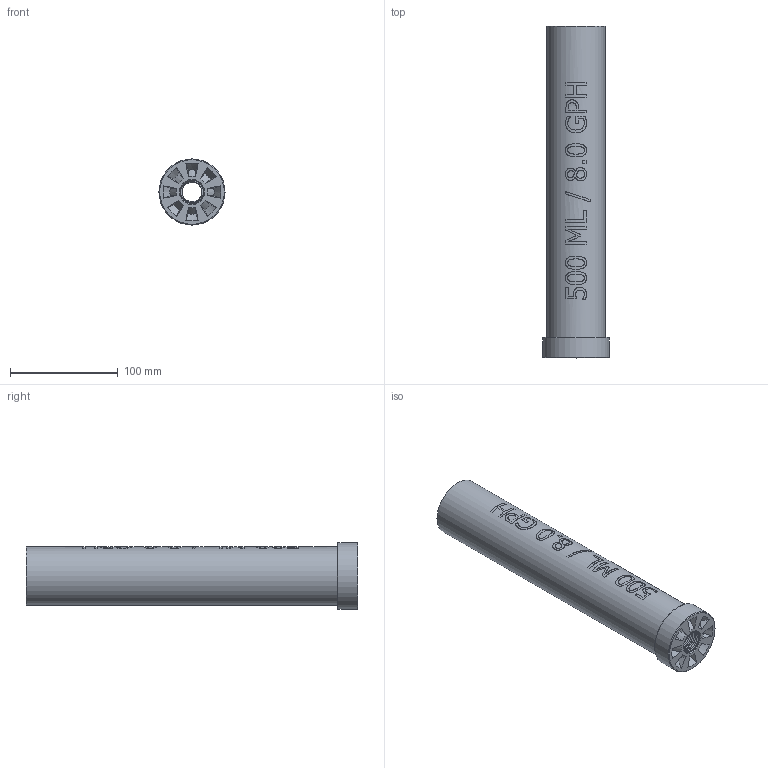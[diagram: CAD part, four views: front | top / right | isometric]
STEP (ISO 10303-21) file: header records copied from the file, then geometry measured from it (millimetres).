
FILE_DESCRIPTION((''),'2;1');
FILE_NAME('PV#1-500_R0.stp','2016-03-17T11:17:10',('Engineering'),(''),'Autodesk Inventor 2009','Autodesk Inventor 2009','');
FILE_SCHEMA(('AUTOMOTIVE_DESIGN { 1 0 10303 214 1 1 1 1 }'));
Length unit declared in the file: inch
Products named in the file (3): PV#1-500_R0; PV500-ENCAP; PV-500-TUBE_R0
Assembly tree (2 placements, depth 2):
  PV#1-500_R0
    PV500-ENCAP
    PV-500-TUBE_R0
Bounding box: 61.29 x 307.98 x 61.29 mm (x, y, z)
Volume: 116216.5 mm3; surface area: 113778.6 mm2
Topology: 2 solids, 2 shells, 253 faces, 660 edges, 438 vertices
Faces by surface type: bspline 120, plane 68, cylinder 36, cone 29
Full cylindrical faces by diameter (mm): 18.258 x7, 21.336 x8, 50.927 x1, 53.975 x1, 61.292 x1
Entity records: 49109 total; most frequent: CARTESIAN_POINT 43976, ORIENTED_EDGE 1234, DIRECTION 626, EDGE_CURVE 617, VERTEX_POINT 435, EDGE_LOOP 324, B_SPLINE_CURVE_WITH_KNOTS 310, FACE_OUTER_BOUND 253
